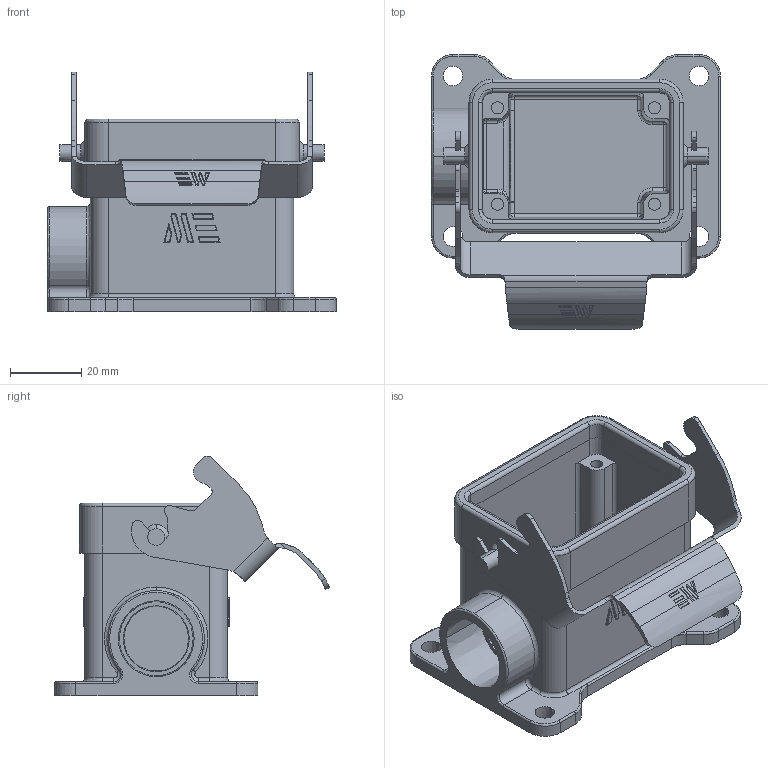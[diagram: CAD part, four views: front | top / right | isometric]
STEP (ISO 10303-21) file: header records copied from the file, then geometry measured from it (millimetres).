
FILE_DESCRIPTION (( 'STEP AP203' ), '1' );
FILE_NAME ('291333005S.step', '2025-02-12T17:51:49', ( '' ), ( '' ), 'SwSTEP 2.0', 'SolidWorks 2024', '' );
FILE_SCHEMA (( 'CONFIG_CONTROL_DESIGN' ));
Length unit declared in the file: inch
Products named in the file (1): 291333005S
Bounding box: 81 x 77.06 x 67.15 mm (x, y, z)
Volume: 56349.8 mm3; surface area: 35057.9 mm2
Topology: 1 solids, 1 shells, 465 faces, 1150 edges, 710 vertices
Faces by surface type: cylinder 220, plane 174, bspline 49, cone 20, torus 2
Entity records: 15510 total; most frequent: CARTESIAN_POINT 4883, ORIENTED_EDGE 2300, DIRECTION 2070, EDGE_CURVE 1150, VERTEX_POINT 710, AXIS2_PLACEMENT_3D 699, LINE 672, VECTOR 672
